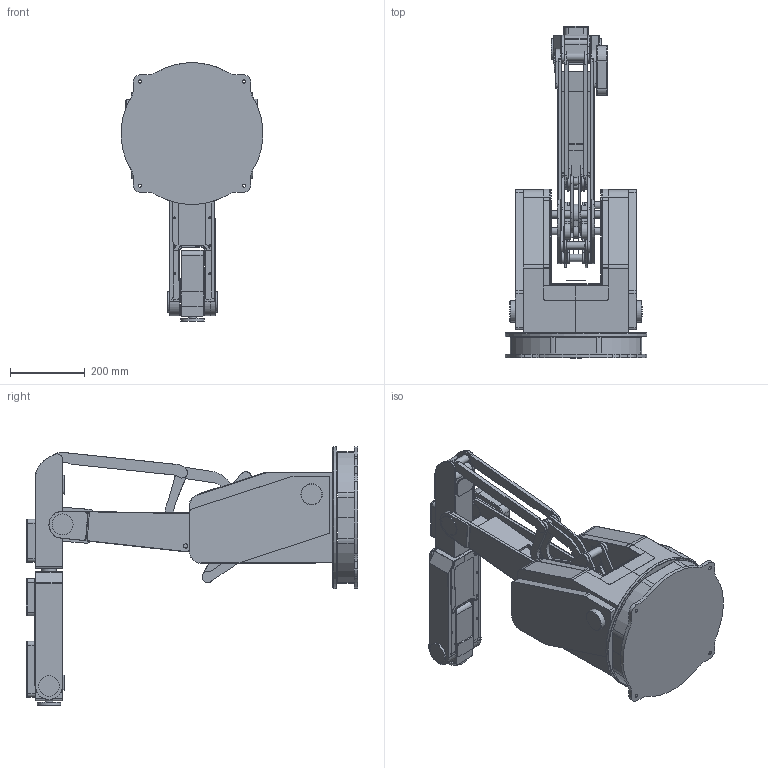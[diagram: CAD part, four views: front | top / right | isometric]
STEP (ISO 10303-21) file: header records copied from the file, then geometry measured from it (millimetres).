
FILE_DESCRIPTION (( 'STEP AP214' ), '1' );
FILE_NAME ('HORST.STEP', '2019-09-30T14:58:52', ( '' ), ( '' ), 'SwSTEP 2.0', 'SolidWorks 2016', '' );
FILE_SCHEMA (( 'AUTOMOTIVE_DESIGN' ));
Length unit declared in the file: millimetre
Products named in the file (1): HORST
Bounding box: 380 x 889.52 x 692.94 mm (x, y, z)
Surface area: 2725986.8 mm2 (no closed solid volume)
Topology: 0 solids, 108 shells, 852 faces, 3514 edges, 2694 vertices
Faces by surface type: plane 493, cylinder 341, cone 10, bspline 8
Full cylindrical faces by diameter (mm): 5 x4, 6 x1, 8.7 x4, 20 x15, 40 x1, 55 x2, 56 x1, 57 x2, 63 x1, 380 x1
Entity records: 46361 total; most frequent: CARTESIAN_POINT 8087, DIRECTION 6282, ORIENTED_EDGE 4915, EDGE_CURVE 3471, VERTEX_POINT 2689, VECTOR 2106, LINE 2106, AXIS2_PLACEMENT_3D 2088
